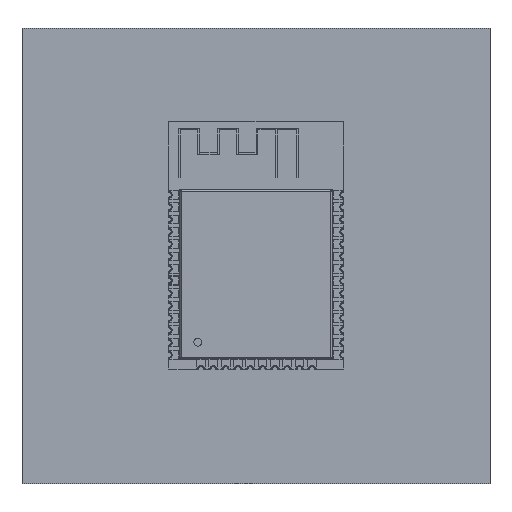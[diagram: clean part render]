
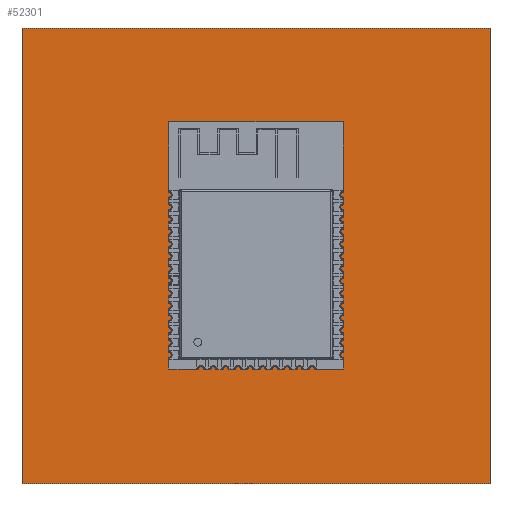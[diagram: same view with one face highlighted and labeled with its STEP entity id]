
A CAD part, top view. The second image highlights one B-rep face of the part: STEP entity #52301.
In plain terms, the highlighted planar face has unit normal (0, 0, 1).
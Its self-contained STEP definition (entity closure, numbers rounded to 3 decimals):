
#51987 = VERTEX_POINT('',#51988);
#51988 = CARTESIAN_POINT('',(166.37,-113.03,1.6));
#51995 = PLANE('',#51996);
#51996 = AXIS2_PLACEMENT_3D('',#51997,#51998,#51999);
#51997 = CARTESIAN_POINT('',(166.37,-113.03,0.));
#51998 = DIRECTION('',(0.,-1.,0.));
#51999 = DIRECTION('',(-1.,0.,0.));
#52007 = PLANE('',#52008);
#52008 = AXIS2_PLACEMENT_3D('',#52009,#52010,#52011);
#52009 = CARTESIAN_POINT('',(166.37,-66.04,0.));
#52010 = DIRECTION('',(1.,0.,0.));
#52011 = DIRECTION('',(0.,-1.,0.));
#52019 = EDGE_CURVE('',#51987,#52020,#52022,.T.);
#52020 = VERTEX_POINT('',#52021);
#52021 = CARTESIAN_POINT('',(118.11,-113.03,1.6));
#52022 = SURFACE_CURVE('',#52023,(#52027,#52034),.PCURVE_S1.);
#52023 = LINE('',#52024,#52025);
#52024 = CARTESIAN_POINT('',(166.37,-113.03,1.6));
#52025 = VECTOR('',#52026,1.);
#52026 = DIRECTION('',(-1.,0.,0.));
#52027 = PCURVE('',#51995,#52028);
#52028 = DEFINITIONAL_REPRESENTATION('',(#52029),#52033);
#52029 = LINE('',#52030,#52031);
#52030 = CARTESIAN_POINT('',(0.,-1.6));
#52031 = VECTOR('',#52032,1.);
#52032 = DIRECTION('',(1.,0.));
#52033 = ( GEOMETRIC_REPRESENTATION_CONTEXT(2) 
PARAMETRIC_REPRESENTATION_CONTEXT() REPRESENTATION_CONTEXT('2D SPACE',''
  ) );
#52034 = PCURVE('',#52035,#52040);
#52035 = PLANE('',#52036);
#52036 = AXIS2_PLACEMENT_3D('',#52037,#52038,#52039);
#52037 = CARTESIAN_POINT('',(142.24,-89.535,1.6));
#52038 = DIRECTION('',(0.,0.,-1.));
#52039 = DIRECTION('',(-1.,0.,0.));
#52040 = DEFINITIONAL_REPRESENTATION('',(#52041),#52045);
#52041 = LINE('',#52042,#52043);
#52042 = CARTESIAN_POINT('',(-24.13,-23.495));
#52043 = VECTOR('',#52044,1.);
#52044 = DIRECTION('',(1.,0.));
#52045 = ( GEOMETRIC_REPRESENTATION_CONTEXT(2) 
PARAMETRIC_REPRESENTATION_CONTEXT() REPRESENTATION_CONTEXT('2D SPACE',''
  ) );
#52063 = PLANE('',#52064);
#52064 = AXIS2_PLACEMENT_3D('',#52065,#52066,#52067);
#52065 = CARTESIAN_POINT('',(118.11,-113.03,0.));
#52066 = DIRECTION('',(-1.,0.,0.));
#52067 = DIRECTION('',(0.,1.,0.));
#52105 = EDGE_CURVE('',#52020,#52106,#52108,.T.);
#52106 = VERTEX_POINT('',#52107);
#52107 = CARTESIAN_POINT('',(118.11,-66.04,1.6));
#52108 = SURFACE_CURVE('',#52109,(#52113,#52120),.PCURVE_S1.);
#52109 = LINE('',#52110,#52111);
#52110 = CARTESIAN_POINT('',(118.11,-113.03,1.6));
#52111 = VECTOR('',#52112,1.);
#52112 = DIRECTION('',(0.,1.,0.));
#52113 = PCURVE('',#52063,#52114);
#52114 = DEFINITIONAL_REPRESENTATION('',(#52115),#52119);
#52115 = LINE('',#52116,#52117);
#52116 = CARTESIAN_POINT('',(0.,-1.6));
#52117 = VECTOR('',#52118,1.);
#52118 = DIRECTION('',(1.,0.));
#52119 = ( GEOMETRIC_REPRESENTATION_CONTEXT(2) 
PARAMETRIC_REPRESENTATION_CONTEXT() REPRESENTATION_CONTEXT('2D SPACE',''
  ) );
#52120 = PCURVE('',#52035,#52121);
#52121 = DEFINITIONAL_REPRESENTATION('',(#52122),#52126);
#52122 = LINE('',#52123,#52124);
#52123 = CARTESIAN_POINT('',(24.13,-23.495));
#52124 = VECTOR('',#52125,1.);
#52125 = DIRECTION('',(0.,1.));
#52126 = ( GEOMETRIC_REPRESENTATION_CONTEXT(2) 
PARAMETRIC_REPRESENTATION_CONTEXT() REPRESENTATION_CONTEXT('2D SPACE',''
  ) );
#52144 = PLANE('',#52145);
#52145 = AXIS2_PLACEMENT_3D('',#52146,#52147,#52148);
#52146 = CARTESIAN_POINT('',(118.11,-66.04,0.));
#52147 = DIRECTION('',(0.,1.,0.));
#52148 = DIRECTION('',(1.,0.,0.));
#52181 = EDGE_CURVE('',#52106,#52182,#52184,.T.);
#52182 = VERTEX_POINT('',#52183);
#52183 = CARTESIAN_POINT('',(166.37,-66.04,1.6));
#52184 = SURFACE_CURVE('',#52185,(#52189,#52196),.PCURVE_S1.);
#52185 = LINE('',#52186,#52187);
#52186 = CARTESIAN_POINT('',(118.11,-66.04,1.6));
#52187 = VECTOR('',#52188,1.);
#52188 = DIRECTION('',(1.,0.,0.));
#52189 = PCURVE('',#52144,#52190);
#52190 = DEFINITIONAL_REPRESENTATION('',(#52191),#52195);
#52191 = LINE('',#52192,#52193);
#52192 = CARTESIAN_POINT('',(0.,-1.6));
#52193 = VECTOR('',#52194,1.);
#52194 = DIRECTION('',(1.,0.));
#52195 = ( GEOMETRIC_REPRESENTATION_CONTEXT(2) 
PARAMETRIC_REPRESENTATION_CONTEXT() REPRESENTATION_CONTEXT('2D SPACE',''
  ) );
#52196 = PCURVE('',#52035,#52197);
#52197 = DEFINITIONAL_REPRESENTATION('',(#52198),#52202);
#52198 = LINE('',#52199,#52200);
#52199 = CARTESIAN_POINT('',(24.13,23.495));
#52200 = VECTOR('',#52201,1.);
#52201 = DIRECTION('',(-1.,0.));
#52202 = ( GEOMETRIC_REPRESENTATION_CONTEXT(2) 
PARAMETRIC_REPRESENTATION_CONTEXT() REPRESENTATION_CONTEXT('2D SPACE',''
  ) );
#52252 = EDGE_CURVE('',#52182,#51987,#52253,.T.);
#52253 = SURFACE_CURVE('',#52254,(#52258,#52265),.PCURVE_S1.);
#52254 = LINE('',#52255,#52256);
#52255 = CARTESIAN_POINT('',(166.37,-66.04,1.6));
#52256 = VECTOR('',#52257,1.);
#52257 = DIRECTION('',(0.,-1.,0.));
#52258 = PCURVE('',#52007,#52259);
#52259 = DEFINITIONAL_REPRESENTATION('',(#52260),#52264);
#52260 = LINE('',#52261,#52262);
#52261 = CARTESIAN_POINT('',(0.,-1.6));
#52262 = VECTOR('',#52263,1.);
#52263 = DIRECTION('',(1.,0.));
#52264 = ( GEOMETRIC_REPRESENTATION_CONTEXT(2) 
PARAMETRIC_REPRESENTATION_CONTEXT() REPRESENTATION_CONTEXT('2D SPACE',''
  ) );
#52265 = PCURVE('',#52035,#52266);
#52266 = DEFINITIONAL_REPRESENTATION('',(#52267),#52271);
#52267 = LINE('',#52268,#52269);
#52268 = CARTESIAN_POINT('',(-24.13,23.495));
#52269 = VECTOR('',#52270,1.);
#52270 = DIRECTION('',(0.,-1.));
#52271 = ( GEOMETRIC_REPRESENTATION_CONTEXT(2) 
PARAMETRIC_REPRESENTATION_CONTEXT() REPRESENTATION_CONTEXT('2D SPACE',''
  ) );
#52301 = ADVANCED_FACE('',(#52302),#52035,.F.);
#52302 = FACE_BOUND('',#52303,.F.);
#52303 = EDGE_LOOP('',(#52304,#52305,#52306,#52307));
#52304 = ORIENTED_EDGE('',*,*,#52019,.T.);
#52305 = ORIENTED_EDGE('',*,*,#52105,.T.);
#52306 = ORIENTED_EDGE('',*,*,#52181,.T.);
#52307 = ORIENTED_EDGE('',*,*,#52252,.T.);
